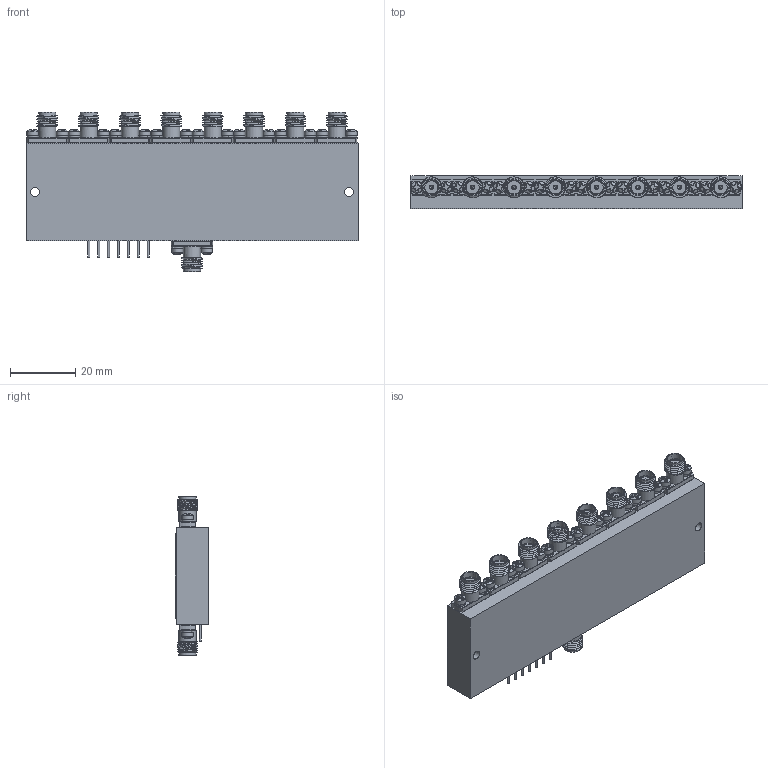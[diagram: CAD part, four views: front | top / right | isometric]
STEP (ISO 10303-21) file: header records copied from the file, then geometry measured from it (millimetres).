
FILE_DESCRIPTION (( 'STEP AP214' ), '1' );
FILE_NAME ('P8T-0D418-75-T-SFF.STEP', '2024-10-07T12:25:35', ( '' ), ( '' ), 'SwSTEP 2.0', 'SolidWorks 2024', '' );
FILE_SCHEMA (( 'AUTOMOTIVE_DESIGN' ));
Length unit declared in the file: inch
Products named in the file (1): P8T-0D418-75-T-SFF
Bounding box: 102.01 x 10.19 x 49.05 mm (x, y, z)
Volume: 33358.1 mm3; surface area: 20247.3 mm2
Topology: 72 solids, 72 shells, 1727 faces, 4766 edges, 3428 vertices
Faces by surface type: plane 849, cylinder 395, torus 249, cone 126, sphere 90, bspline 18
Full cylindrical faces by diameter (mm): 0.305 x9, 0.559 x9, 0.635 x14, 0.889 x9, 1.016 x9, 1.27 x9, 1.321 x7, 1.702 x9, 1.93 x7, 1.981 x18, 2.057 x16, 2.184 x36, 2.464 x7, 2.565 x9, 2.591 x18, 2.692 x2, 3.302 x9, 3.556 x18, 4.191 x18, 4.597 x9, 5.283 x18
Entity records: 85616 total; most frequent: CARTESIAN_POINT 22298, DIRECTION 8288, ORIENTED_EDGE 8176, EDGE_CURVE 4088, VERTEX_POINT 3349, AXIS2_PLACEMENT_3D 3304, EDGE_LOOP 2611, FACE_OUTER_BOUND 2218
